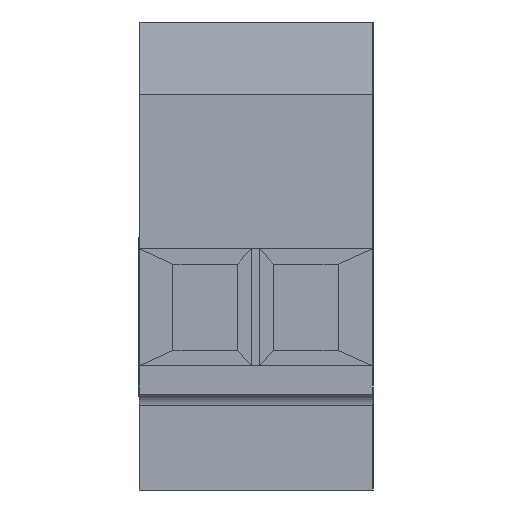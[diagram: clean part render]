
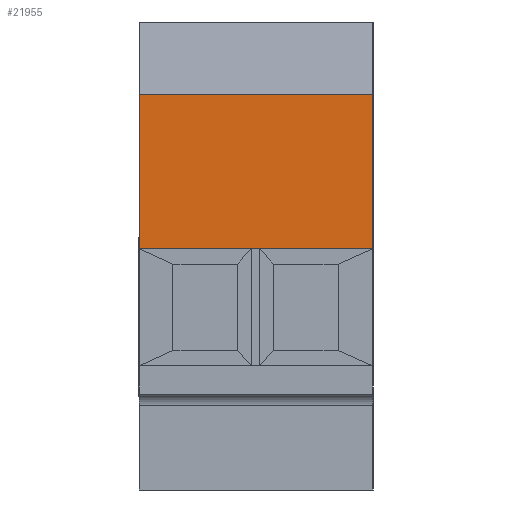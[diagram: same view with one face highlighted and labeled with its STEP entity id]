
A CAD part, left-side view. The second image highlights one B-rep face of the part: STEP entity #21955.
In plain terms, the highlighted planar face has unit normal (-1, 0, 0).
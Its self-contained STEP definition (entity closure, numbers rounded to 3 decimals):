
#337 = CARTESIAN_POINT ( 'NONE',  ( -15., 4.853, 10.307 ) ) ;
#2715 = FACE_OUTER_BOUND ( 'NONE', #35126, .T. ) ;
#5221 = CARTESIAN_POINT ( 'NONE',  ( -15., 10., 16.891 ) ) ;
#6067 = CARTESIAN_POINT ( 'NONE',  ( -15., 0., 16.891 ) ) ;
#6425 = ORIENTED_EDGE ( 'NONE', *, *, #14654, .F. ) ;
#8112 = ORIENTED_EDGE ( 'NONE', *, *, #16852, .F. ) ;
#9055 = LINE ( 'NONE', #29247, #24042 ) ;
#9408 = VECTOR ( 'NONE', #20186, 1000. ) ;
#9771 = ORIENTED_EDGE ( 'NONE', *, *, #16179, .T. ) ;
#10230 = VERTEX_POINT ( 'NONE', #21839 ) ;
#11344 = DIRECTION ( 'NONE',  ( -1., 0., 0. ) ) ;
#11487 = ORIENTED_EDGE ( 'NONE', *, *, #29617, .F. ) ;
#11856 = EDGE_CURVE ( 'NONE', #30023, #34039, #26873, .T. ) ;
#12913 = CARTESIAN_POINT ( 'NONE',  ( -15., 4.853, 10.307 ) ) ;
#14220 = VECTOR ( 'NONE', #21313, 1000. ) ;
#14654 = EDGE_CURVE ( 'NONE', #36262, #30023, #35265, .T. ) ;
#15346 = EDGE_CURVE ( 'NONE', #27125, #23076, #9055, .T. ) ;
#16179 = EDGE_CURVE ( 'NONE', #23076, #34039, #27827, .T. ) ;
#16513 = CARTESIAN_POINT ( 'NONE',  ( -15., 0., 10.307 ) ) ;
#16852 = EDGE_CURVE ( 'NONE', #10230, #36262, #28638, .T. ) ;
#19469 = DIRECTION ( 'NONE',  ( 0., -1., 0. ) ) ;
#20186 = DIRECTION ( 'NONE',  ( 0., 0., -1. ) ) ;
#21313 = DIRECTION ( 'NONE',  ( 0., 1., 0. ) ) ;
#21662 = ORIENTED_EDGE ( 'NONE', *, *, #11856, .F. ) ;
#21839 = CARTESIAN_POINT ( 'NONE',  ( -15., 0., 16.891 ) ) ;
#21955 = ADVANCED_FACE ( 'NONE', ( #2715 ), #22375, .T. ) ;
#22125 = DIRECTION ( 'NONE',  ( 0., -1., 0. ) ) ;
#22274 = VECTOR ( 'NONE', #19469, 1000. ) ;
#22375 = PLANE ( 'NONE',  #28277 ) ;
#23076 = VERTEX_POINT ( 'NONE', #27257 ) ;
#24042 = VECTOR ( 'NONE', #34360, 1000. ) ;
#26873 = LINE ( 'NONE', #12913, #31917 ) ;
#27125 = VERTEX_POINT ( 'NONE', #5221 ) ;
#27189 = CARTESIAN_POINT ( 'NONE',  ( -15., 10., 16.891 ) ) ;
#27202 = CARTESIAN_POINT ( 'NONE',  ( -15., 0., 10.307 ) ) ;
#27257 = CARTESIAN_POINT ( 'NONE',  ( -15., 10., 10.307 ) ) ;
#27827 = LINE ( 'NONE', #30765, #36313 ) ;
#28246 = CARTESIAN_POINT ( 'NONE',  ( -15., 10., 16.891 ) ) ;
#28277 = AXIS2_PLACEMENT_3D ( 'NONE', #28246, #11344, #33560 ) ;
#28638 = LINE ( 'NONE', #6067, #9408 ) ;
#29167 = ORIENTED_EDGE ( 'NONE', *, *, #15346, .T. ) ;
#29247 = CARTESIAN_POINT ( 'NONE',  ( -15., 10., 16.891 ) ) ;
#29617 = EDGE_CURVE ( 'NONE', #27125, #10230, #33590, .T. ) ;
#30023 = VERTEX_POINT ( 'NONE', #337 ) ;
#30765 = CARTESIAN_POINT ( 'NONE',  ( -15., 10., 10.307 ) ) ;
#31917 = VECTOR ( 'NONE', #32400, 1000. ) ;
#32400 = DIRECTION ( 'NONE',  ( 0., 1., 0. ) ) ;
#33560 = DIRECTION ( 'NONE',  ( 0., 0., 1. ) ) ;
#33590 = LINE ( 'NONE', #27189, #22274 ) ;
#34039 = VERTEX_POINT ( 'NONE', #34603 ) ;
#34360 = DIRECTION ( 'NONE',  ( 0., 0., -1. ) ) ;
#34603 = CARTESIAN_POINT ( 'NONE',  ( -15., 5.21, 10.307 ) ) ;
#35126 = EDGE_LOOP ( 'NONE', ( #21662, #6425, #8112, #11487, #29167, #9771 ) ) ;
#35265 = LINE ( 'NONE', #27202, #14220 ) ;
#36262 = VERTEX_POINT ( 'NONE', #16513 ) ;
#36313 = VECTOR ( 'NONE', #22125, 1000. ) ;
